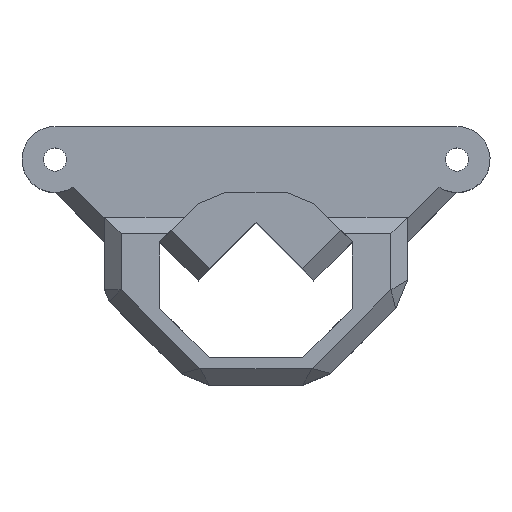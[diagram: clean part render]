
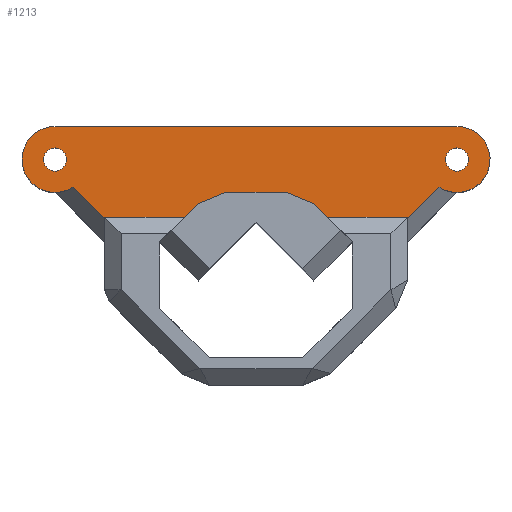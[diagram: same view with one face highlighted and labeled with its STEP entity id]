
A CAD part, top view. The second image highlights one B-rep face of the part: STEP entity #1213.
In plain terms, the highlighted planar face has unit normal (0, 0, 1).
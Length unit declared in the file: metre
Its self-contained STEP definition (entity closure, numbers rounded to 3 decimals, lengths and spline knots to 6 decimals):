
#26=LINE('',#1733,#173);
#27=LINE('',#1736,#174);
#28=LINE('',#1740,#175);
#29=LINE('',#1744,#176);
#30=LINE('',#1746,#177);
#31=LINE('',#1748,#178);
#32=LINE('',#1750,#179);
#33=LINE('',#1752,#180);
#34=LINE('',#1754,#181);
#35=LINE('',#1756,#182);
#36=LINE('',#1758,#183);
#37=LINE('',#1760,#184);
#173=VECTOR('',#1398,1.);
#174=VECTOR('',#1399,1.);
#175=VECTOR('',#1402,1.);
#176=VECTOR('',#1405,1.);
#177=VECTOR('',#1406,1.);
#178=VECTOR('',#1407,1.);
#179=VECTOR('',#1408,1.);
#180=VECTOR('',#1409,1.);
#181=VECTOR('',#1410,1.);
#182=VECTOR('',#1411,1.);
#183=VECTOR('',#1412,1.);
#184=VECTOR('',#1413,1.);
#320=ORIENTED_EDGE('',*,*,#662,.F.);
#321=ORIENTED_EDGE('',*,*,#663,.F.);
#322=ORIENTED_EDGE('',*,*,#664,.F.);
#323=ORIENTED_EDGE('',*,*,#665,.T.);
#324=ORIENTED_EDGE('',*,*,#666,.T.);
#325=ORIENTED_EDGE('',*,*,#667,.F.);
#326=ORIENTED_EDGE('',*,*,#668,.T.);
#327=ORIENTED_EDGE('',*,*,#669,.T.);
#328=ORIENTED_EDGE('',*,*,#670,.T.);
#329=ORIENTED_EDGE('',*,*,#671,.F.);
#330=ORIENTED_EDGE('',*,*,#672,.T.);
#331=ORIENTED_EDGE('',*,*,#673,.T.);
#332=ORIENTED_EDGE('',*,*,#674,.T.);
#333=ORIENTED_EDGE('',*,*,#675,.T.);
#334=ORIENTED_EDGE('',*,*,#676,.T.);
#335=ORIENTED_EDGE('',*,*,#677,.T.);
#662=EDGE_CURVE('',#833,#833,#943,.T.);
#663=EDGE_CURVE('',#834,#834,#944,.T.);
#664=EDGE_CURVE('',#835,#836,#26,.T.);
#665=EDGE_CURVE('',#835,#837,#27,.T.);
#666=EDGE_CURVE('',#837,#838,#945,.T.);
#667=EDGE_CURVE('',#839,#838,#28,.T.);
#668=EDGE_CURVE('',#839,#840,#946,.T.);
#669=EDGE_CURVE('',#840,#841,#29,.T.);
#670=EDGE_CURVE('',#841,#842,#30,.T.);
#671=EDGE_CURVE('',#843,#842,#31,.T.);
#672=EDGE_CURVE('',#843,#844,#32,.F.);
#673=EDGE_CURVE('',#844,#845,#33,.F.);
#674=EDGE_CURVE('',#845,#846,#34,.T.);
#675=EDGE_CURVE('',#846,#847,#35,.T.);
#676=EDGE_CURVE('',#847,#848,#36,.T.);
#677=EDGE_CURVE('',#848,#836,#37,.T.);
#833=VERTEX_POINT('',#1730);
#834=VERTEX_POINT('',#1732);
#835=VERTEX_POINT('',#1734);
#836=VERTEX_POINT('',#1735);
#837=VERTEX_POINT('',#1737);
#838=VERTEX_POINT('',#1739);
#839=VERTEX_POINT('',#1741);
#840=VERTEX_POINT('',#1743);
#841=VERTEX_POINT('',#1745);
#842=VERTEX_POINT('',#1747);
#843=VERTEX_POINT('',#1749);
#844=VERTEX_POINT('',#1751);
#845=VERTEX_POINT('',#1753);
#846=VERTEX_POINT('',#1755);
#847=VERTEX_POINT('',#1757);
#848=VERTEX_POINT('',#1759);
#943=CIRCLE('',#1297,0.0021);
#944=CIRCLE('',#1298,0.0021);
#945=CIRCLE('',#1299,0.006);
#946=CIRCLE('',#1300,0.006);
#963=EDGE_LOOP('',(#320));
#964=EDGE_LOOP('',(#321));
#965=EDGE_LOOP('',(#322,#323,#324,#325,#326,#327,#328,#329,#330,#331,#332,
#333,#334,#335));
#1058=FACE_BOUND('',#963,.T.);
#1059=FACE_BOUND('',#964,.T.);
#1060=FACE_BOUND('',#965,.T.);
#1153=PLANE('',#1296);
#1213=ADVANCED_FACE('',(#1058,#1059,#1060),#1153,.T.);
#1296=AXIS2_PLACEMENT_3D('',#1728,#1392,#1393);
#1297=AXIS2_PLACEMENT_3D('',#1729,#1394,#1395);
#1298=AXIS2_PLACEMENT_3D('',#1731,#1396,#1397);
#1299=AXIS2_PLACEMENT_3D('',#1738,#1400,#1401);
#1300=AXIS2_PLACEMENT_3D('',#1742,#1403,#1404);
#1392=DIRECTION('',(0.,0.,1.));
#1393=DIRECTION('',(1.,0.,0.));
#1394=DIRECTION('',(0.,0.,1.));
#1395=DIRECTION('',(1.,0.,0.));
#1396=DIRECTION('',(0.,0.,1.));
#1397=DIRECTION('',(1.,0.,0.));
#1398=DIRECTION('',(0.,1.,0.));
#1399=DIRECTION('',(0.707,0.707,0.));
#1400=DIRECTION('',(0.,0.,1.));
#1401=DIRECTION('',(1.,0.,0.));
#1402=DIRECTION('',(1.,0.,0.));
#1403=DIRECTION('',(0.,0.,1.));
#1404=DIRECTION('',(1.,0.,0.));
#1405=DIRECTION('',(0.707,-0.707,0.));
#1406=DIRECTION('',(0.,1.,0.));
#1407=DIRECTION('',(-1.,0.,0.));
#1408=DIRECTION('',(-0.707,-0.707,0.));
#1409=DIRECTION('',(-0.924,-0.383,0.));
#1410=DIRECTION('',(1.,0.,0.));
#1411=DIRECTION('',(0.924,-0.383,0.));
#1412=DIRECTION('',(0.707,-0.707,0.));
#1413=DIRECTION('',(1.,0.,0.));
#1728=CARTESIAN_POINT('',(0.0365,0.,0.025));
#1729=CARTESIAN_POINT('',(0.,0.,0.025));
#1730=CARTESIAN_POINT('',(0.0021,0.,0.025));
#1731=CARTESIAN_POINT('',(0.073,0.,0.025));
#1732=CARTESIAN_POINT('',(0.0751,0.,0.025));
#1733=CARTESIAN_POINT('',(0.064,-0.036,0.025));
#1734=CARTESIAN_POINT('',(0.064,-0.010757,0.025));
#1735=CARTESIAN_POINT('',(0.064,-0.0105,0.025));
#1736=CARTESIAN_POINT('',(0.070879,-0.003879,0.025));
#1737=CARTESIAN_POINT('',(0.069728,-0.005029,0.025));
#1738=CARTESIAN_POINT('',(0.073,0.,0.025));
#1739=CARTESIAN_POINT('',(0.073,0.006,0.025));
#1740=CARTESIAN_POINT('',(0.0335,0.006,0.025));
#1741=CARTESIAN_POINT('',(0.,0.006,0.025));
#1742=CARTESIAN_POINT('',(0.,0.,0.025));
#1743=CARTESIAN_POINT('',(0.003272,-0.005029,0.025));
#1744=CARTESIAN_POINT('',(0.011121,-0.012879,0.025));
#1745=CARTESIAN_POINT('',(0.009,-0.010757,0.025));
#1746=CARTESIAN_POINT('',(0.009,-0.036,0.025));
#1747=CARTESIAN_POINT('',(0.009,-0.0105,0.025));
#1748=CARTESIAN_POINT('',(0.01625,-0.0105,0.025));
#1749=CARTESIAN_POINT('',(0.0235,-0.0105,0.025));
#1750=CARTESIAN_POINT('',(0.019,-0.015,0.025));
#1751=CARTESIAN_POINT('',(0.025879,-0.008121,0.025));
#1752=CARTESIAN_POINT('',(0.031,-0.006,0.025));
#1753=CARTESIAN_POINT('',(0.031,-0.006,0.025));
#1754=CARTESIAN_POINT('',(0.0335,-0.006,0.025));
#1755=CARTESIAN_POINT('',(0.042,-0.006,0.025));
#1756=CARTESIAN_POINT('',(0.042,-0.006,0.025));
#1757=CARTESIAN_POINT('',(0.047121,-0.008121,0.025));
#1758=CARTESIAN_POINT('',(0.045,-0.006,0.025));
#1759=CARTESIAN_POINT('',(0.0495,-0.0105,0.025));
#1760=CARTESIAN_POINT('',(0.05675,-0.0105,0.025));
